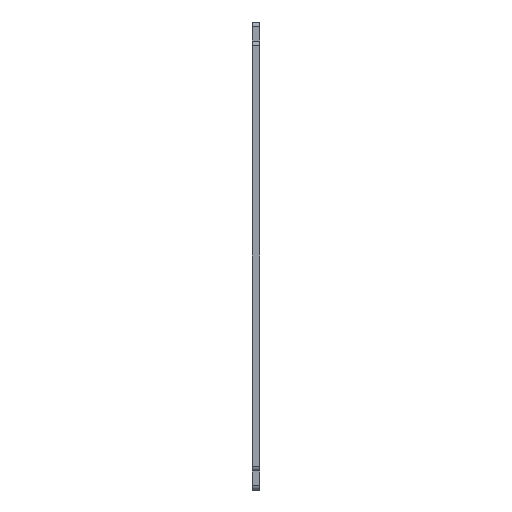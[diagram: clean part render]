
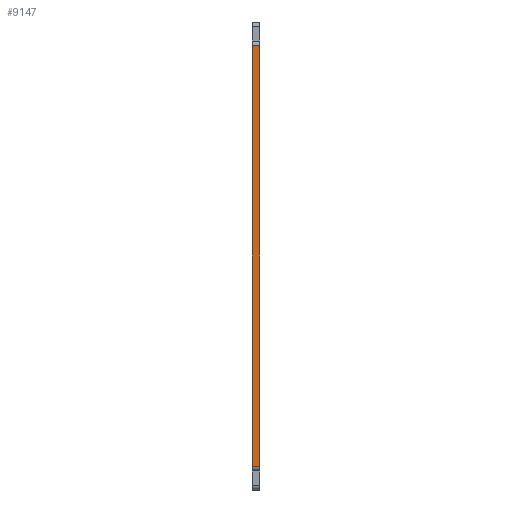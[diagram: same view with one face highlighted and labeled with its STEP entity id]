
A CAD part, left-side view. The second image highlights one B-rep face of the part: STEP entity #9147.
In plain terms, the highlighted planar face has unit normal (-1, 0, 0).
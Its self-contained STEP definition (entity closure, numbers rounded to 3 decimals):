
#1205=FACE_OUTER_BOUND('',#1653,.T.);
#1653=EDGE_LOOP('',(#7531,#7532,#7533,#7534));
#2643=LINE('',#15318,#3545);
#2644=LINE('',#15321,#3546);
#2645=LINE('',#15323,#3547);
#2646=LINE('',#15324,#3548);
#3545=VECTOR('',#12639,10.);
#3546=VECTOR('',#12642,10.);
#3547=VECTOR('',#12643,10.);
#3548=VECTOR('',#12644,10.);
#4441=VERTEX_POINT('',#15314);
#4442=VERTEX_POINT('',#15316);
#4443=VERTEX_POINT('',#15320);
#4444=VERTEX_POINT('',#15322);
#5763=EDGE_CURVE('',#4441,#4442,#2643,.T.);
#5764=EDGE_CURVE('',#4443,#4441,#2644,.T.);
#5765=EDGE_CURVE('',#4444,#4442,#2645,.T.);
#5766=EDGE_CURVE('',#4443,#4444,#2646,.T.);
#7531=ORIENTED_EDGE('',*,*,#5764,.T.);
#7532=ORIENTED_EDGE('',*,*,#5763,.T.);
#7533=ORIENTED_EDGE('',*,*,#5765,.F.);
#7534=ORIENTED_EDGE('',*,*,#5766,.F.);
#8705=PLANE('',#10033);
#9147=ADVANCED_FACE('',(#1205),#8705,.T.);
#10033=AXIS2_PLACEMENT_3D('',#15319,#12640,#12641);
#12639=DIRECTION('',(0.,1.,0.));
#12640=DIRECTION('center_axis',(-1.,0.,0.));
#12641=DIRECTION('ref_axis',(0.,0.,1.));
#12642=DIRECTION('',(0.,0.,1.));
#12643=DIRECTION('',(0.,0.,1.));
#12644=DIRECTION('',(0.,1.,0.));
#15314=CARTESIAN_POINT('',(0.,0.,89.488));
#15316=CARTESIAN_POINT('',(0.,1.6,89.488));
#15318=CARTESIAN_POINT('',(0.,0.,89.488));
#15319=CARTESIAN_POINT('Origin',(0.,0.,1.));
#15320=CARTESIAN_POINT('',(0.,0.,1.));
#15321=CARTESIAN_POINT('',(0.,0.,1.));
#15322=CARTESIAN_POINT('',(0.,1.6,1.));
#15323=CARTESIAN_POINT('',(0.,1.6,1.));
#15324=CARTESIAN_POINT('',(0.,0.,1.));
